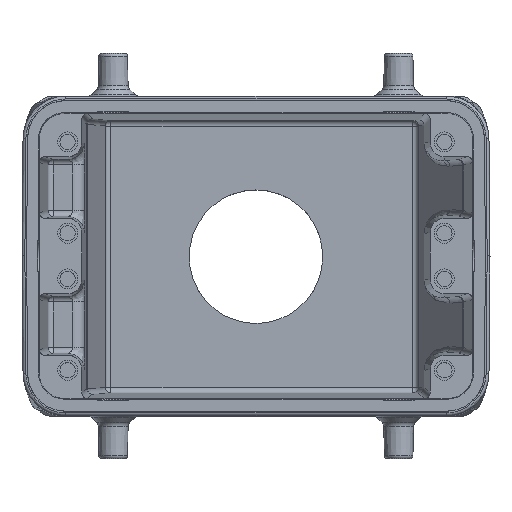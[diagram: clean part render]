
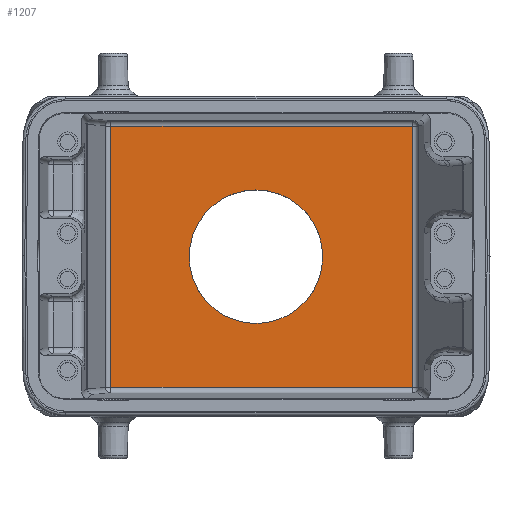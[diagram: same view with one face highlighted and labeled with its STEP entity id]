
A CAD part, top view. The second image highlights one B-rep face of the part: STEP entity #1207.
In plain terms, the highlighted planar face has unit normal (0, 0, 1).
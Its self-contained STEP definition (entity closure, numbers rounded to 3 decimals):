
#84=FACE_BOUND('',#2419,.T.);
#85=FACE_BOUND('',#2420,.T.);
#361=PLANE('',#9445);
#1207=ADVANCED_FACE('',(#84,#85),#361,.T.);
#2419=EDGE_LOOP('',(#4837,#4838));
#2420=EDGE_LOOP('',(#4839,#4840,#4841,#4842));
#2659=CIRCLE('',#9292,11.7);
#2660=CIRCLE('',#9298,11.7);
#4837=ORIENTED_EDGE('',*,*,#7042,.F.);
#4838=ORIENTED_EDGE('',*,*,#7052,.F.);
#4839=ORIENTED_EDGE('',*,*,#7269,.F.);
#4840=ORIENTED_EDGE('',*,*,#7178,.F.);
#4841=ORIENTED_EDGE('',*,*,#7180,.T.);
#4842=ORIENTED_EDGE('',*,*,#7268,.T.);
#5931=VERTEX_POINT('',#15166);
#5933=VERTEX_POINT('',#15169);
#5987=VERTEX_POINT('',#15885);
#6026=VERTEX_POINT('',#16060);
#6027=VERTEX_POINT('',#16064);
#6071=VERTEX_POINT('',#16608);
#7042=EDGE_CURVE('',#5931,#5933,#2659,.T.);
#7052=EDGE_CURVE('',#5933,#5931,#2660,.T.);
#7178=EDGE_CURVE('',#6027,#6026,#8007,.T.);
#7180=EDGE_CURVE('',#6027,#5987,#8008,.T.);
#7268=EDGE_CURVE('',#5987,#6071,#8054,.T.);
#7269=EDGE_CURVE('',#6026,#6071,#8055,.T.);
#8007=LINE('',#16065,#8703);
#8008=LINE('',#16069,#8704);
#8054=LINE('',#16611,#8750);
#8055=LINE('',#16613,#8751);
#8703=VECTOR('',#11156,1.);
#8704=VECTOR('',#11163,1.);
#8750=VECTOR('',#11333,1.);
#8751=VECTOR('',#11336,1.);
#9292=AXIS2_PLACEMENT_3D('',#15168,#10919,#10920);
#9298=AXIS2_PLACEMENT_3D('',#15310,#10931,#10932);
#9445=AXIS2_PLACEMENT_3D('',#16614,#11337,#11338);
#10919=DIRECTION('',(0.,0.,1.));
#10920=DIRECTION('',(-1.,0.,0.));
#10931=DIRECTION('',(0.,0.,1.));
#10932=DIRECTION('',(1.,0.,0.));
#11156=DIRECTION('',(0.,1.,0.));
#11163=DIRECTION('',(1.,0.,0.));
#11333=DIRECTION('',(0.,1.,0.));
#11336=DIRECTION('',(1.,0.,0.));
#11337=DIRECTION('',(0.,0.,1.));
#11338=DIRECTION('',(1.,0.,0.));
#15166=CARTESIAN_POINT('',(-11.7,0.,-74.86));
#15168=CARTESIAN_POINT('',(0.,0.,-74.86));
#15169=CARTESIAN_POINT('',(11.7,0.,-74.86));
#15310=CARTESIAN_POINT('',(0.,0.,-74.86));
#15885=CARTESIAN_POINT('',(27.482,-22.891,-74.86));
#16060=CARTESIAN_POINT('',(-25.424,22.891,-74.86));
#16064=CARTESIAN_POINT('',(-25.424,-22.891,-74.86));
#16065=CARTESIAN_POINT('',(-25.424,-22.891,-74.86));
#16069=CARTESIAN_POINT('',(-25.424,-22.891,-74.86));
#16608=CARTESIAN_POINT('',(27.482,22.891,-74.86));
#16611=CARTESIAN_POINT('',(27.482,-22.891,-74.86));
#16613=CARTESIAN_POINT('',(-25.424,22.891,-74.86));
#16614=CARTESIAN_POINT('',(-30.759,-28.,-74.86));
